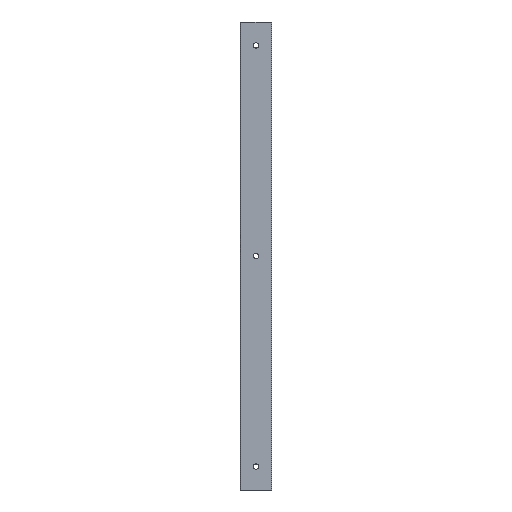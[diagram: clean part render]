
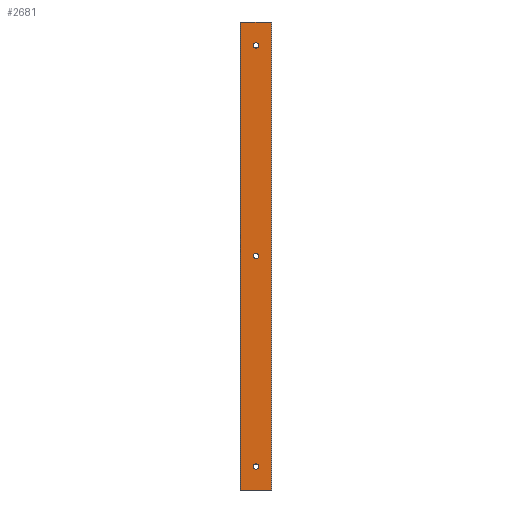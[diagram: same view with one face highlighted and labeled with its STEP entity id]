
A CAD part, front view. The second image highlights one B-rep face of the part: STEP entity #2681.
In plain terms, the highlighted planar face has unit normal (0, -1, 0).
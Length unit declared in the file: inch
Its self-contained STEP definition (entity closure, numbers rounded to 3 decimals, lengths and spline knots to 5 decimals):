
#81 = VERTEX_POINT ( 'NONE', #1331 ) ;
#102 = LINE ( 'NONE', #1194, #1664 ) ;
#109 = CARTESIAN_POINT ( 'NONE',  ( 0.3937, 0., 11.15157 ) ) ;
#137 = FACE_BOUND ( 'NONE', #762, .T. ) ;
#139 = AXIS2_PLACEMENT_3D ( 'NONE', #1123, #2172, #469 ) ;
#161 = ORIENTED_EDGE ( 'NONE', *, *, #1187, .F. ) ;
#164 = CARTESIAN_POINT ( 'NONE',  ( 0.3937, 0., 5.83661 ) ) ;
#293 = CIRCLE ( 'NONE', #2582, 0.0689 ) ;
#312 = EDGE_CURVE ( 'NONE', #564, #2139, #901, .T. ) ;
#316 = ORIENTED_EDGE ( 'NONE', *, *, #2526, .F. ) ;
#377 = CARTESIAN_POINT ( 'NONE',  ( 0.00984, 0., 0. ) ) ;
#392 = CARTESIAN_POINT ( 'NONE',  ( 0.3937, 0., 0.59055 ) ) ;
#412 = LINE ( 'NONE', #2016, #2580 ) ;
#440 = DIRECTION ( 'NONE',  ( 1., 0., 0. ) ) ;
#469 = DIRECTION ( 'NONE',  ( 0., 0., 1. ) ) ;
#498 = ORIENTED_EDGE ( 'NONE', *, *, #1233, .F. ) ;
#521 = DIRECTION ( 'NONE',  ( 0., 0., 1. ) ) ;
#564 = VERTEX_POINT ( 'NONE', #1234 ) ;
#580 = VECTOR ( 'NONE', #440, 39.37008 ) ;
#591 = ORIENTED_EDGE ( 'NONE', *, *, #2705, .F. ) ;
#615 = DIRECTION ( 'NONE',  ( 0., 1., 0. ) ) ;
#762 = EDGE_LOOP ( 'NONE', ( #591, #498 ) ) ;
#787 = EDGE_CURVE ( 'NONE', #2253, #1543, #2622, .T. ) ;
#800 = VERTEX_POINT ( 'NONE', #858 ) ;
#807 = FACE_OUTER_BOUND ( 'NONE', #2370, .T. ) ;
#816 = CIRCLE ( 'NONE', #1603, 0.0689 ) ;
#842 = CARTESIAN_POINT ( 'NONE',  ( 0.3937, 0., 11.22047 ) ) ;
#858 = CARTESIAN_POINT ( 'NONE',  ( 0.77756, 0., 11.81102 ) ) ;
#880 = CARTESIAN_POINT ( 'NONE',  ( 0.3937, 0., 5.90551 ) ) ;
#901 = CIRCLE ( 'NONE', #1599, 0.0689 ) ;
#937 = ORIENTED_EDGE ( 'NONE', *, *, #787, .T. ) ;
#1046 = VERTEX_POINT ( 'NONE', #2151 ) ;
#1108 = CARTESIAN_POINT ( 'NONE',  ( 0.3937, 0., 11.22047 ) ) ;
#1113 = VECTOR ( 'NONE', #2692, 39.37008 ) ;
#1123 = CARTESIAN_POINT ( 'NONE',  ( 0.3937, 0., 5.90551 ) ) ;
#1125 = DIRECTION ( 'NONE',  ( 0., -1., 0. ) ) ;
#1181 = VERTEX_POINT ( 'NONE', #109 ) ;
#1187 = EDGE_CURVE ( 'NONE', #2529, #81, #816, .T. ) ;
#1194 = CARTESIAN_POINT ( 'NONE',  ( 0., 0., 0. ) ) ;
#1233 = EDGE_CURVE ( 'NONE', #1181, #1785, #2111, .T. ) ;
#1234 = CARTESIAN_POINT ( 'NONE',  ( 0.3937, 0., 5.97441 ) ) ;
#1322 = DIRECTION ( 'NONE',  ( 0., -1., 0. ) ) ;
#1331 = CARTESIAN_POINT ( 'NONE',  ( 0.3937, 0., 0.65945 ) ) ;
#1353 = CARTESIAN_POINT ( 'NONE',  ( 0.3937, 0., 0.52165 ) ) ;
#1356 = EDGE_LOOP ( 'NONE', ( #1674, #161 ) ) ;
#1390 = AXIS2_PLACEMENT_3D ( 'NONE', #842, #1125, #2375 ) ;
#1421 = CARTESIAN_POINT ( 'NONE',  ( 0.00984, 0., 11.81102 ) ) ;
#1523 = DIRECTION ( 'NONE',  ( 0., 0., 1. ) ) ;
#1543 = VERTEX_POINT ( 'NONE', #2258 ) ;
#1599 = AXIS2_PLACEMENT_3D ( 'NONE', #880, #1929, #1523 ) ;
#1603 = AXIS2_PLACEMENT_3D ( 'NONE', #392, #1692, #1887 ) ;
#1616 = CARTESIAN_POINT ( 'NONE',  ( 0.3937, 0., 11.28937 ) ) ;
#1642 = AXIS2_PLACEMENT_3D ( 'NONE', #2241, #2615, #2012 ) ;
#1664 = VECTOR ( 'NONE', #2402, 39.37008 ) ;
#1665 = DIRECTION ( 'NONE',  ( 1., 0., 0. ) ) ;
#1667 = EDGE_CURVE ( 'NONE', #2139, #564, #2382, .T. ) ;
#1674 = ORIENTED_EDGE ( 'NONE', *, *, #2210, .F. ) ;
#1692 = DIRECTION ( 'NONE',  ( 0., -1., 0. ) ) ;
#1725 = LINE ( 'NONE', #2328, #580 ) ;
#1785 = VERTEX_POINT ( 'NONE', #1616 ) ;
#1800 = EDGE_CURVE ( 'NONE', #1543, #1046, #102, .T. ) ;
#1887 = DIRECTION ( 'NONE',  ( 0., 0., 1. ) ) ;
#1904 = ORIENTED_EDGE ( 'NONE', *, *, #1800, .T. ) ;
#1929 = DIRECTION ( 'NONE',  ( 0., -1., 0. ) ) ;
#2012 = DIRECTION ( 'NONE',  ( 0., 0., 1. ) ) ;
#2016 = CARTESIAN_POINT ( 'NONE',  ( 0.77756, 0., 11.81102 ) ) ;
#2056 = ORIENTED_EDGE ( 'NONE', *, *, #1667, .F. ) ;
#2091 = CARTESIAN_POINT ( 'NONE',  ( 0., 0., 11.81102 ) ) ;
#2111 = CIRCLE ( 'NONE', #1390, 0.0689 ) ;
#2139 = VERTEX_POINT ( 'NONE', #164 ) ;
#2151 = CARTESIAN_POINT ( 'NONE',  ( 0.77756, 0., 0. ) ) ;
#2172 = DIRECTION ( 'NONE',  ( 0., -1., 0. ) ) ;
#2178 = AXIS2_PLACEMENT_3D ( 'NONE', #2091, #615, #1665 ) ;
#2210 = EDGE_CURVE ( 'NONE', #81, #2529, #2504, .T. ) ;
#2221 = ORIENTED_EDGE ( 'NONE', *, *, #312, .F. ) ;
#2241 = CARTESIAN_POINT ( 'NONE',  ( 0.3937, 0., 0.59055 ) ) ;
#2253 = VERTEX_POINT ( 'NONE', #1421 ) ;
#2258 = CARTESIAN_POINT ( 'NONE',  ( 0.00984, 0., 0. ) ) ;
#2328 = CARTESIAN_POINT ( 'NONE',  ( 0., 0., 11.81102 ) ) ;
#2346 = DIRECTION ( 'NONE',  ( 0., 0., 1. ) ) ;
#2369 = ORIENTED_EDGE ( 'NONE', *, *, #2631, .T. ) ;
#2370 = EDGE_LOOP ( 'NONE', ( #316, #937, #1904, #2369 ) ) ;
#2375 = DIRECTION ( 'NONE',  ( 0., 0., 1. ) ) ;
#2382 = CIRCLE ( 'NONE', #139, 0.0689 ) ;
#2402 = DIRECTION ( 'NONE',  ( 1., 0., 0. ) ) ;
#2415 = FACE_BOUND ( 'NONE', #1356, .T. ) ;
#2504 = CIRCLE ( 'NONE', #1642, 0.0689 ) ;
#2526 = EDGE_CURVE ( 'NONE', #2253, #800, #1725, .T. ) ;
#2529 = VERTEX_POINT ( 'NONE', #1353 ) ;
#2573 = FACE_BOUND ( 'NONE', #2689, .T. ) ;
#2580 = VECTOR ( 'NONE', #521, 39.37008 ) ;
#2582 = AXIS2_PLACEMENT_3D ( 'NONE', #1108, #1322, #2346 ) ;
#2615 = DIRECTION ( 'NONE',  ( 0., -1., 0. ) ) ;
#2622 = LINE ( 'NONE', #377, #1113 ) ;
#2631 = EDGE_CURVE ( 'NONE', #1046, #800, #412, .T. ) ;
#2681 = ADVANCED_FACE ( 'NONE', ( #807, #2415, #137, #2573 ), #2690, .F. ) ;
#2689 = EDGE_LOOP ( 'NONE', ( #2221, #2056 ) ) ;
#2690 = PLANE ( 'NONE',  #2178 ) ;
#2692 = DIRECTION ( 'NONE',  ( 0., 0., -1. ) ) ;
#2705 = EDGE_CURVE ( 'NONE', #1785, #1181, #293, .T. ) ;
